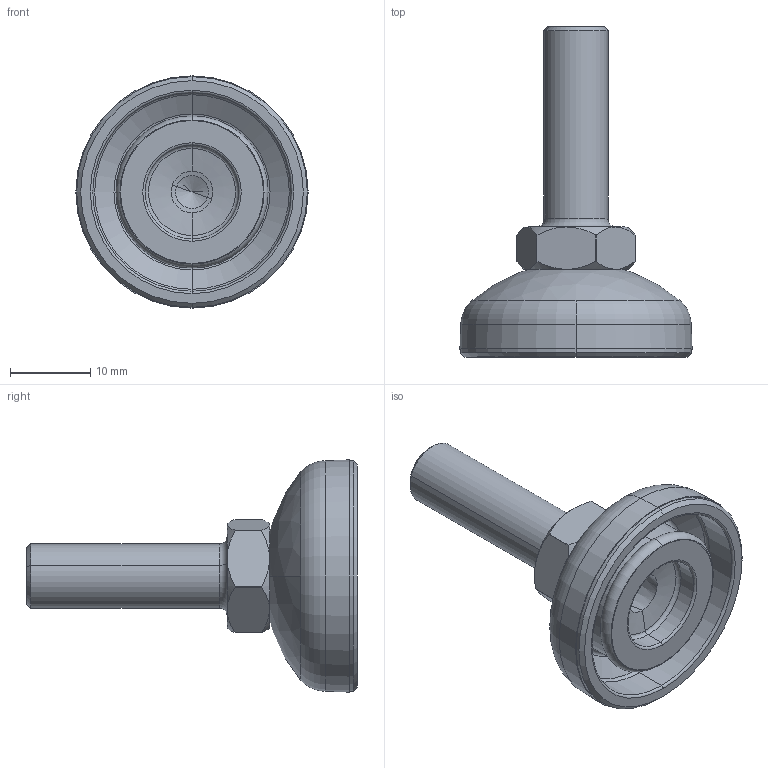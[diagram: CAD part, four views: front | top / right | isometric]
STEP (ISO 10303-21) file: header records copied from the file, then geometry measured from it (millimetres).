
FILE_DESCRIPTION (( 'STEP AP214' ), '1' );
FILE_NAME ('9E030K08025M.STEP', '2014-09-19T07:02:38', ( '' ), ( '' ), 'SwSTEP 2.0', 'SolidWorks 2014', '' );
FILE_SCHEMA (( 'AUTOMOTIVE_DESIGN' ));
Length unit declared in the file: millimetre
Products named in the file (3): 9E030K08025M; 098em08_098 em 08 025; 098e030k_098 e 030 k
Assembly tree (2 placements, depth 2):
  9E030K08025M
    098e030k_098 e 030 k
    098em08_098 em 08 025
Bounding box: 29 x 41.23 x 29 mm (x, y, z)
Volume: 5780.4 mm3; surface area: 4061.5 mm2
Topology: 2 solids, 2 shells, 79 faces, 172 edges, 99 vertices
Faces by surface type: cone 28, torus 18, cylinder 18, plane 13, sphere 2
Entity records: 2394 total; most frequent: CARTESIAN_POINT 513, DIRECTION 420, ORIENTED_EDGE 340, AXIS2_PLACEMENT_3D 190, EDGE_CURVE 170, CIRCLE 106, VERTEX_POINT 99, EDGE_LOOP 85
